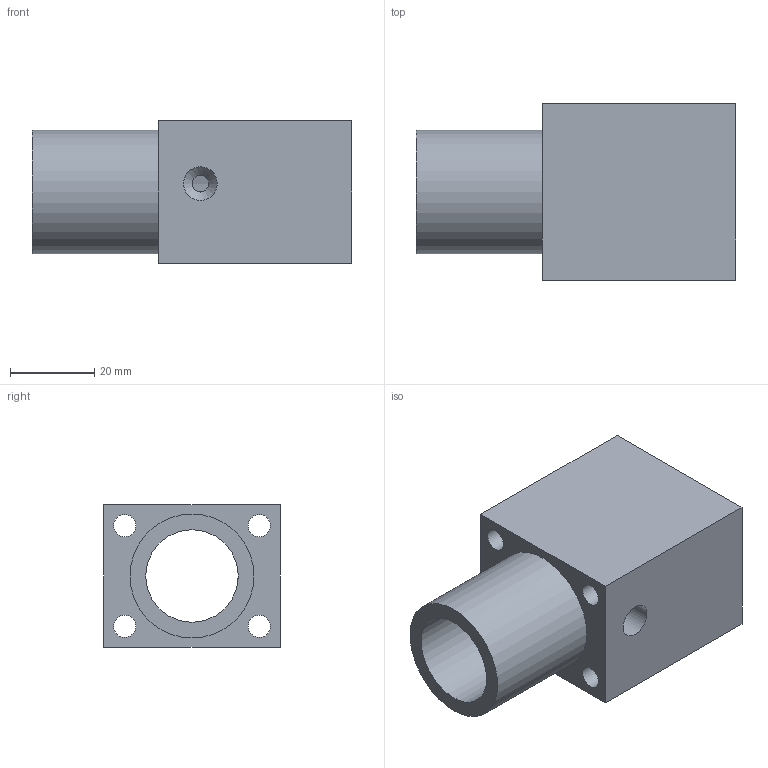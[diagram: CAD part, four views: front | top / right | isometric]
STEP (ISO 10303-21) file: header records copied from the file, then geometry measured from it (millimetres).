
FILE_DESCRIPTION( ( 'STEP AP214' ), '1' );
FILE_NAME( 'STFG-12.stp', '2010-01-14T08:25:49', ( ' ' ), ( ' ' ), 'XStep 1.0', ' ', ' ' );
FILE_SCHEMA( ( 'CONFIG_CONTROL_DESIGN) ( )' ) );
Length unit declared in the file: metre
Products named in the file (1): 1
Bounding box: 76 x 42 x 34 mm (x, y, z)
Volume: 52494.4 mm3; surface area: 20304.5 mm2
Topology: 1 solids, 1 shells, 24 faces, 55 edges, 38 vertices
Faces by surface type: cylinder 12, plane 11, cone 1
Full cylindrical faces by diameter (mm): 4 x1, 5.3 x4, 6 x4, 8 x1, 22 x1, 29.5 x1
Entity records: 862 total; most frequent: CARTESIAN_POINT 150, DIRECTION 108, ORIENTED_EDGE 72, EDGE_LOOP 54, AXIS2_PLACEMENT_3D 48, FACE_OUTER_BOUND 36, EDGE_CURVE 36, VERTEX_POINT 32
